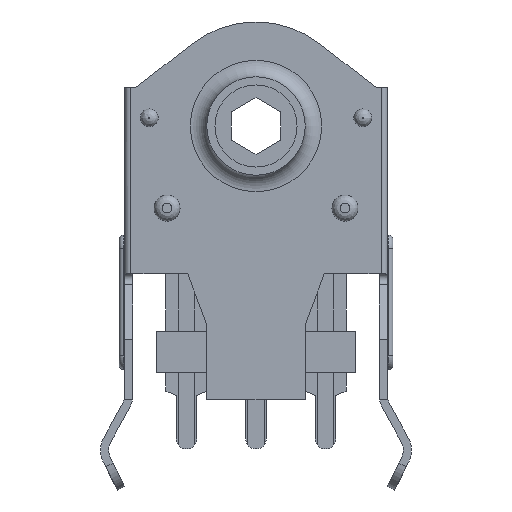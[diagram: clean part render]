
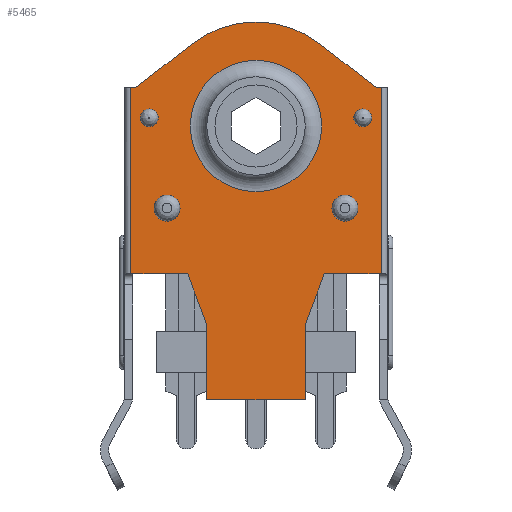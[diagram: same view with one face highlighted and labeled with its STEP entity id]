
A CAD part, front view. The second image highlights one B-rep face of the part: STEP entity #5465.
In plain terms, the highlighted planar face has unit normal (0, -1, 0).
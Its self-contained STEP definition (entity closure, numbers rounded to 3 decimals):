
#123=FACE_BOUND('',#630,.T.);
#124=FACE_BOUND('',#631,.T.);
#125=FACE_BOUND('',#632,.T.);
#126=FACE_BOUND('',#633,.T.);
#127=FACE_BOUND('',#634,.T.);
#332=FACE_OUTER_BOUND('',#629,.T.);
#629=EDGE_LOOP('',(#4310,#4311,#4312,#4313,#4314,#4315,#4316,#4317,#4318,
#4319,#4320,#4321,#4322,#4323,#4324,#4325));
#630=EDGE_LOOP('',(#4326));
#631=EDGE_LOOP('',(#4327));
#632=EDGE_LOOP('',(#4328));
#633=EDGE_LOOP('',(#4329));
#634=EDGE_LOOP('',(#4330));
#883=CIRCLE('',#5860,0.475);
#888=CIRCLE('',#5865,0.475);
#889=CIRCLE('',#5866,0.325);
#894=CIRCLE('',#5871,0.325);
#898=CIRCLE('',#5876,2.4);
#917=CIRCLE('',#5923,3.8);
#1107=LINE('',#7909,#1670);
#1111=LINE('',#7918,#1674);
#1114=LINE('',#7924,#1677);
#1116=LINE('',#7927,#1679);
#1119=LINE('',#7933,#1682);
#1122=LINE('',#7939,#1685);
#1125=LINE('',#7945,#1688);
#1146=LINE('',#8088,#1709);
#1176=LINE('',#8181,#1739);
#1350=LINE('',#8901,#1913);
#1351=LINE('',#8904,#1914);
#1352=LINE('',#8908,#1915);
#1353=LINE('',#8910,#1916);
#1354=LINE('',#8914,#1917);
#1355=LINE('',#8915,#1918);
#1670=VECTOR('',#6365,1000.);
#1674=VECTOR('',#6371,1000.);
#1677=VECTOR('',#6376,1000.);
#1679=VECTOR('',#6380,1000.);
#1682=VECTOR('',#6385,1000.);
#1685=VECTOR('',#6390,1000.);
#1688=VECTOR('',#6395,1000.);
#1709=VECTOR('',#6462,1000.);
#1739=VECTOR('',#6534,1000.);
#1913=VECTOR('',#7140,1000.);
#1914=VECTOR('',#7143,1000.);
#1915=VECTOR('',#7148,1000.);
#1916=VECTOR('',#7149,1000.);
#1917=VECTOR('',#7152,1000.);
#1918=VECTOR('',#7153,1000.);
#2197=VERTEX_POINT('',#7903);
#2199=VERTEX_POINT('',#7907);
#2201=VERTEX_POINT('',#7912);
#2203=VERTEX_POINT('',#7916);
#2205=VERTEX_POINT('',#7921);
#2207=VERTEX_POINT('',#7931);
#2209=VERTEX_POINT('',#7937);
#2211=VERTEX_POINT('',#7943);
#2246=VERTEX_POINT('',#8071);
#2272=VERTEX_POINT('',#8180);
#2449=VERTEX_POINT('',#8708);
#2452=VERTEX_POINT('',#8742);
#2453=VERTEX_POINT('',#8772);
#2456=VERTEX_POINT('',#8806);
#2459=VERTEX_POINT('',#8814);
#2478=VERTEX_POINT('',#8899);
#2479=VERTEX_POINT('',#8903);
#2480=VERTEX_POINT('',#8907);
#2481=VERTEX_POINT('',#8909);
#2482=VERTEX_POINT('',#8911);
#2483=VERTEX_POINT('',#8913);
#2745=EDGE_CURVE('',#2197,#2199,#1107,.T.);
#2749=EDGE_CURVE('',#2203,#2201,#1111,.T.);
#2752=EDGE_CURVE('',#2201,#2205,#1114,.T.);
#2754=EDGE_CURVE('',#2197,#2203,#1116,.T.);
#2757=EDGE_CURVE('',#2207,#2199,#1119,.T.);
#2760=EDGE_CURVE('',#2209,#2207,#1122,.T.);
#2763=EDGE_CURVE('',#2211,#2209,#1125,.T.);
#2804=EDGE_CURVE('',#2246,#2211,#1146,.T.);
#2845=EDGE_CURVE('',#2205,#2272,#1176,.T.);
#3088=EDGE_CURVE('',#2449,#2449,#883,.T.);
#3093=EDGE_CURVE('',#2452,#2452,#888,.T.);
#3094=EDGE_CURVE('',#2453,#2453,#889,.T.);
#3099=EDGE_CURVE('',#2456,#2456,#894,.T.);
#3103=EDGE_CURVE('',#2459,#2459,#898,.T.);
#3143=EDGE_CURVE('',#2246,#2478,#1350,.T.);
#3144=EDGE_CURVE('',#2479,#2272,#1351,.T.);
#3146=EDGE_CURVE('',#2480,#2478,#1352,.T.);
#3147=EDGE_CURVE('',#2481,#2480,#1353,.T.);
#3148=EDGE_CURVE('',#2482,#2481,#917,.T.);
#3149=EDGE_CURVE('',#2483,#2482,#1354,.T.);
#3150=EDGE_CURVE('',#2479,#2483,#1355,.T.);
#4310=ORIENTED_EDGE('',*,*,#3143,.T.);
#4311=ORIENTED_EDGE('',*,*,#3146,.F.);
#4312=ORIENTED_EDGE('',*,*,#3147,.F.);
#4313=ORIENTED_EDGE('',*,*,#3148,.F.);
#4314=ORIENTED_EDGE('',*,*,#3149,.F.);
#4315=ORIENTED_EDGE('',*,*,#3150,.F.);
#4316=ORIENTED_EDGE('',*,*,#3144,.T.);
#4317=ORIENTED_EDGE('',*,*,#2845,.F.);
#4318=ORIENTED_EDGE('',*,*,#2752,.F.);
#4319=ORIENTED_EDGE('',*,*,#2749,.F.);
#4320=ORIENTED_EDGE('',*,*,#2754,.F.);
#4321=ORIENTED_EDGE('',*,*,#2745,.T.);
#4322=ORIENTED_EDGE('',*,*,#2757,.F.);
#4323=ORIENTED_EDGE('',*,*,#2760,.F.);
#4324=ORIENTED_EDGE('',*,*,#2763,.F.);
#4325=ORIENTED_EDGE('',*,*,#2804,.F.);
#4326=ORIENTED_EDGE('',*,*,#3103,.T.);
#4327=ORIENTED_EDGE('',*,*,#3088,.F.);
#4328=ORIENTED_EDGE('',*,*,#3093,.F.);
#4329=ORIENTED_EDGE('',*,*,#3094,.F.);
#4330=ORIENTED_EDGE('',*,*,#3099,.F.);
#4921=PLANE('',#5922);
#5465=ADVANCED_FACE('',(#332,#123,#124,#125,#126,#127),#4921,.T.);
#5860=AXIS2_PLACEMENT_3D('',#8709,#6998,#6999);
#5865=AXIS2_PLACEMENT_3D('',#8744,#7008,#7009);
#5866=AXIS2_PLACEMENT_3D('',#8773,#7010,#7011);
#5871=AXIS2_PLACEMENT_3D('',#8808,#7020,#7021);
#5876=AXIS2_PLACEMENT_3D('',#8816,#7030,#7031);
#5922=AXIS2_PLACEMENT_3D('',#8906,#7146,#7147);
#5923=AXIS2_PLACEMENT_3D('',#8912,#7150,#7151);
#6365=DIRECTION('',(1.,0.,0.));
#6371=DIRECTION('',(-0.353,0.,0.936));
#6376=DIRECTION('',(-1.,0.,0.));
#6380=DIRECTION('',(0.,0.,1.));
#6385=DIRECTION('',(0.,0.,-1.));
#6390=DIRECTION('',(-0.353,0.,-0.936));
#6395=DIRECTION('',(-1.,0.,0.));
#6462=DIRECTION('',(-1.,0.,0.));
#6534=DIRECTION('',(-1.,0.,0.));
#6998=DIRECTION('center_axis',(0.,-1.,0.));
#6999=DIRECTION('ref_axis',(-1.,0.,0.));
#7008=DIRECTION('center_axis',(0.,-1.,0.));
#7009=DIRECTION('ref_axis',(1.,0.,0.));
#7010=DIRECTION('center_axis',(0.,-1.,0.));
#7011=DIRECTION('ref_axis',(-1.,0.,0.));
#7020=DIRECTION('center_axis',(0.,-1.,0.));
#7021=DIRECTION('ref_axis',(1.,0.,0.));
#7030=DIRECTION('center_axis',(0.,1.,0.));
#7031=DIRECTION('ref_axis',(1.,0.,0.));
#7140=DIRECTION('',(0.,0.,1.));
#7143=DIRECTION('',(0.,0.,-1.));
#7146=DIRECTION('center_axis',(0.,-1.,0.));
#7147=DIRECTION('ref_axis',(1.,0.,0.));
#7148=DIRECTION('',(1.,0.,0.));
#7149=DIRECTION('',(0.791,0.,-0.612));
#7150=DIRECTION('center_axis',(0.,1.,0.));
#7151=DIRECTION('ref_axis',(-1.,0.,0.));
#7152=DIRECTION('',(0.791,0.,0.612));
#7153=DIRECTION('',(1.,0.,0.));
#7903=CARTESIAN_POINT('',(-1.8,-2.65,0.));
#7907=CARTESIAN_POINT('',(1.8,-2.65,0.));
#7909=CARTESIAN_POINT('',(-4.8,-2.65,0.));
#7912=CARTESIAN_POINT('',(-2.498,-2.65,4.6));
#7916=CARTESIAN_POINT('',(-1.8,-2.65,2.75));
#7918=CARTESIAN_POINT('',(-1.8,-2.65,2.75));
#7921=CARTESIAN_POINT('',(-4.5,-2.65,4.6));
#7924=CARTESIAN_POINT('',(-3.445,-2.65,4.6));
#7927=CARTESIAN_POINT('',(-1.8,-2.65,0.));
#7931=CARTESIAN_POINT('',(1.8,-2.65,2.75));
#7933=CARTESIAN_POINT('',(1.8,-2.65,0.));
#7937=CARTESIAN_POINT('',(2.498,-2.65,4.6));
#7939=CARTESIAN_POINT('',(1.8,-2.65,2.75));
#7943=CARTESIAN_POINT('',(4.5,-2.65,4.6));
#7945=CARTESIAN_POINT('',(2.498,-2.65,4.6));
#8071=CARTESIAN_POINT('',(4.6,-2.65,4.6));
#8088=CARTESIAN_POINT('',(4.5,-2.65,4.6));
#8180=CARTESIAN_POINT('',(-4.6,-2.65,4.6));
#8181=CARTESIAN_POINT('',(-4.5,-2.65,4.6));
#8708=CARTESIAN_POINT('',(3.725,-2.65,7.));
#8709=CARTESIAN_POINT('Origin',(3.25,-2.65,7.));
#8742=CARTESIAN_POINT('',(-3.725,-2.65,7.));
#8744=CARTESIAN_POINT('Origin',(-3.25,-2.65,7.));
#8772=CARTESIAN_POINT('',(4.225,-2.65,10.3));
#8773=CARTESIAN_POINT('Origin',(3.9,-2.65,10.3));
#8806=CARTESIAN_POINT('',(-4.225,-2.65,10.3));
#8808=CARTESIAN_POINT('Origin',(-3.9,-2.65,10.3));
#8814=CARTESIAN_POINT('',(-2.4,-2.65,10.));
#8816=CARTESIAN_POINT('Origin',(0.,-2.65,
10.));
#8899=CARTESIAN_POINT('',(4.6,-2.65,11.4));
#8901=CARTESIAN_POINT('',(4.6,-2.65,12.4));
#8903=CARTESIAN_POINT('',(-4.6,-2.65,11.4));
#8904=CARTESIAN_POINT('',(-4.6,-2.65,3.6));
#8906=CARTESIAN_POINT('Origin',(0.,-2.65,
6.4));
#8907=CARTESIAN_POINT('',(4.4,-2.65,11.4));
#8908=CARTESIAN_POINT('',(5.621,-2.65,11.4));
#8909=CARTESIAN_POINT('',(2.326,-2.65,13.005));
#8910=CARTESIAN_POINT('',(4.4,-2.65,11.4));
#8911=CARTESIAN_POINT('',(-2.326,-2.65,13.005));
#8912=CARTESIAN_POINT('Origin',(0.,-2.65,
10.));
#8913=CARTESIAN_POINT('',(-4.4,-2.65,11.4));
#8914=CARTESIAN_POINT('',(-4.4,-2.65,11.4));
#8915=CARTESIAN_POINT('',(-4.8,-2.65,11.4));
